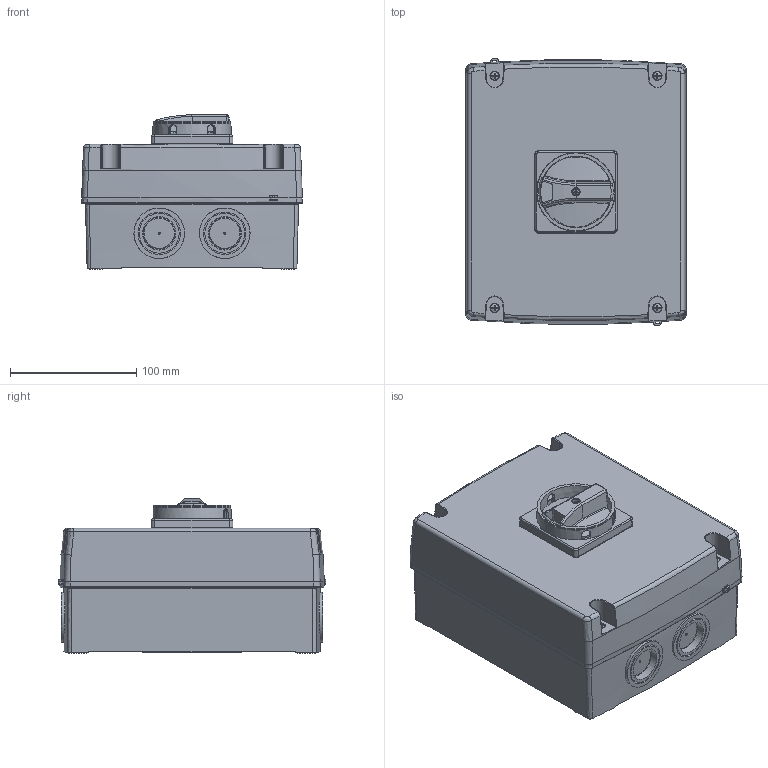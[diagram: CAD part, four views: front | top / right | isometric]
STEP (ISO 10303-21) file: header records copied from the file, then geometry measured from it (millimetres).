
FILE_DESCRIPTION(/* description */ (''),/* implementation_level */ '2;1');
FILE_NAME(/* name */ '3d_GAZ063SA....stp',/* time_stamp */ '2023-08-28T11:41:29+02:00',/* author */ (''),/* organization */ (''),/* preprocessor_version */ 'ST-DEVELOPER v16.7',/* originating_system */ 'SIEMENS PLM Software NX 12.0',/* authorisation */ '');
FILE_SCHEMA (('AUTOMOTIVE_DESIGN { 1 0 10303 214 3 1 1 1 }'));
Products named in the file (1): Rugg67F8F5E33g4p
Bounding box: 175 x 211.97 x 122.4 mm (x, y, z)
Surface area: 183741.5 mm2 (no closed solid volume)
Topology: 0 solids, 10 shells, 1801 faces, 5084 edges, 3434 vertices
Faces by surface type: plane 1246, bspline 224, cylinder 202, torus 54, cone 40, sphere 35
Full cylindrical faces by diameter (mm): 3.2 x1, 3.5 x4, 4.2 x8, 5.6 x4, 6 x1, 7.4 x4, 12 x3, 26.6 x4, 31.6 x4, 33.6 x4, 40 x4, 59 x1, 59.5 x1, 61.8 x1
Entity records: 61114 total; most frequent: CARTESIAN_POINT 16659, ORIENTED_EDGE 9218, DIRECTION 8055, EDGE_CURVE 4985, LINE 3501, VECTOR 3501, VERTEX_POINT 3409, AXIS2_PLACEMENT_3D 2277
